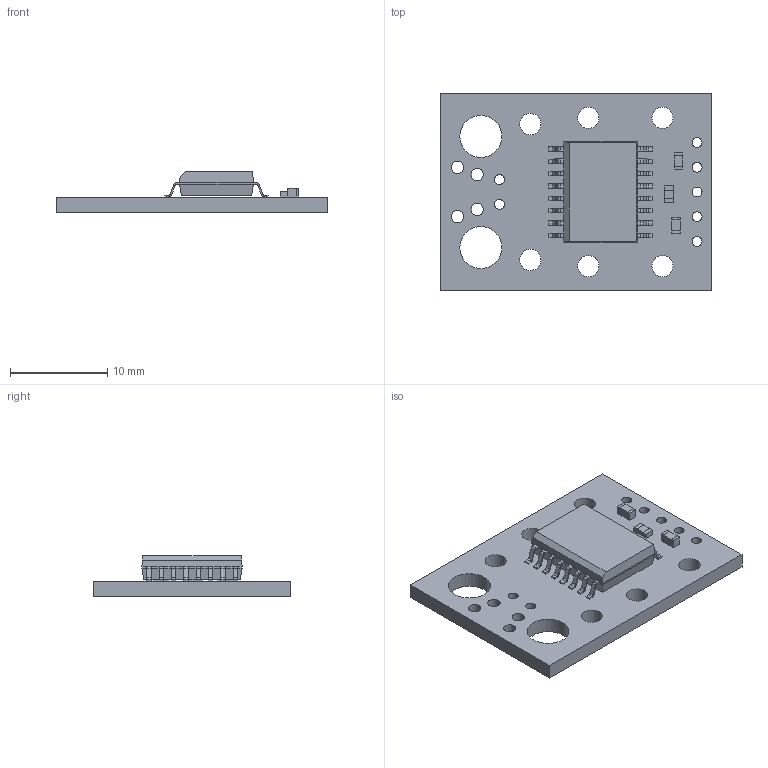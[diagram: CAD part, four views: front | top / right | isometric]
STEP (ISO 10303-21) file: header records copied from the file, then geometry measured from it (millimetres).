
FILE_DESCRIPTION (( 'STEP AP214' ), '1' );
FILE_NAME ('cs07a-for-step.step', '2024-07-19T18:47:57', ( '' ), ( '' ), 'SwSTEP 2.0', 'SolidWorks 2023', '' );
FILE_SCHEMA (( 'AUTOMOTIVE_DESIGN' ));
Length unit declared in the file: millimetre
Products named in the file (1): cs07a-for-step
Bounding box: 27.94 x 20.32 x 4.18 mm (x, y, z)
Volume: 985.9 mm3; surface area: 1617.9 mm2
Topology: 1 solids, 1 shells, 704 faces, 1942 edges, 1268 vertices
Faces by surface type: plane 405, bspline 181, cylinder 118
Entity records: 36643 total; most frequent: CARTESIAN_POINT 11884, ORIENTED_EDGE 3884, DIRECTION 2852, EDGE_CURVE 1942, VECTOR 1332, LINE 1332, VERTEX_POINT 1268, EDGE_LOOP 800
